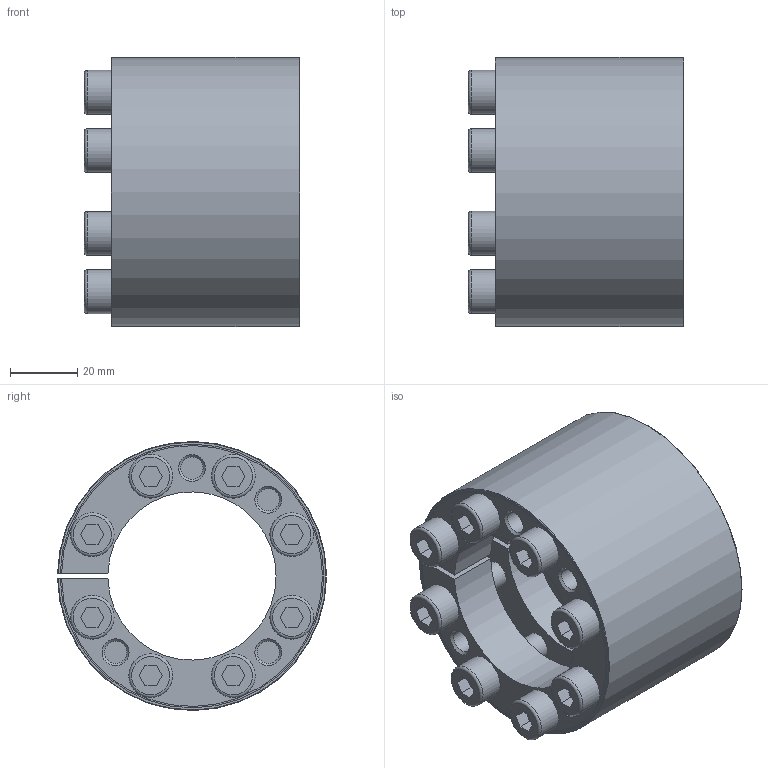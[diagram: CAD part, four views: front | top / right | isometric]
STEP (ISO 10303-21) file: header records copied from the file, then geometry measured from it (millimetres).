
FILE_DESCRIPTION(/* description */ ('STEP AP214'),/* implementation_level */ '2;1');
FILE_NAME(/* name */ 'KLEE050',/* time_stamp */ '2024-05-23T14:05:54+02:00',/* author */ ('License CC BY-ND 4.0'),/* organization */ ('CADENAS'),/* preprocessor_version */ 'ST-DEVELOPER v19.3',/* originating_system */ 'PARTsolutions',/* authorisation */ ' ');
FILE_SCHEMA (('AUTOMOTIVE_DESIGN {1 0 10303 214 3 1 1}'));
Length unit declared in the file: millimetre
Products named in the file (6): KLEE050; KLEE050_threaded_KLEE; KLEE050_outer; KLEE050_threaded_KLEE2; KLEE050_nothread; 96_KLEE
Assembly tree (12 placements, depth 2):
  KLEE050
    KLEE050_threaded_KLEE
    KLEE050_outer
    KLEE050_threaded_KLEE2
    KLEE050_nothread
    96_KLEE  x8
Bounding box: 64 x 79.99 x 80 mm (x, y, z)
Volume: 152207 mm3; surface area: 77740.8 mm2
Topology: 11 solids, 11 shells, 212 faces, 458 edges, 285 vertices
Faces by surface type: plane 94, cylinder 48, cone 44, torus 26
Full cylindrical faces by diameter (mm): 6.647 x20, 8 x8, 8.4 x8, 13 x8
Entity records: 2725 total; most frequent: DIRECTION 468, CARTESIAN_POINT 441, ORIENTED_EDGE 322, AXIS2_PLACEMENT_3D 213, EDGE_LOOP 210, FACE_BOUND 210, EDGE_CURVE 161, VERTEX_POINT 137
